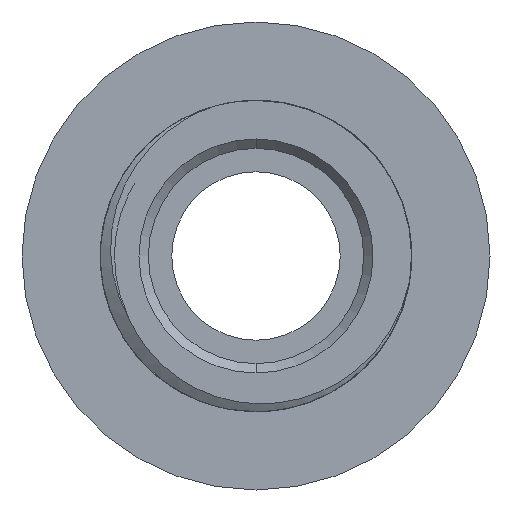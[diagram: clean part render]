
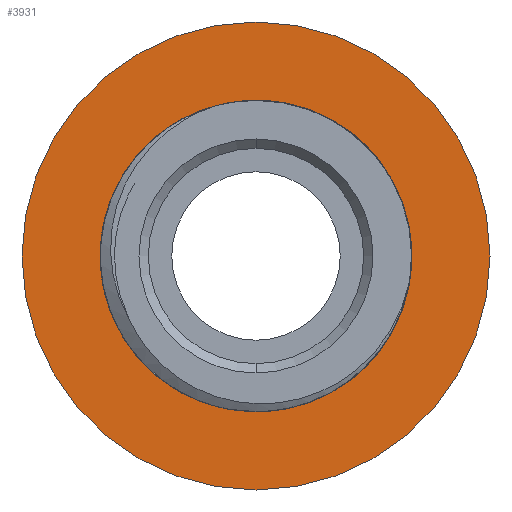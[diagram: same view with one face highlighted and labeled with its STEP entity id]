
A CAD part, front view. The second image highlights one B-rep face of the part: STEP entity #3931.
In plain terms, the highlighted planar face has unit normal (0, -1, 0).
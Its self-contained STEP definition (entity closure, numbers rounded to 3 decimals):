
#107 = EDGE_LOOP ( 'NONE', ( #4436, #3889 ) ) ;
#284 = EDGE_CURVE ( 'NONE', #1917, #2043, #3824, .T. ) ;
#447 = DIRECTION ( 'NONE',  ( 0., 0., -1. ) ) ;
#451 = ORIENTED_EDGE ( 'NONE', *, *, #4381, .F. ) ;
#460 = EDGE_CURVE ( 'NONE', #2092, #4242, #4481, .T. ) ;
#710 = EDGE_CURVE ( 'NONE', #2043, #1917, #844, .T. ) ;
#769 = FACE_OUTER_BOUND ( 'NONE', #107, .T. ) ;
#844 = CIRCLE ( 'NONE', #2269, 25. ) ;
#983 = CARTESIAN_POINT ( 'NONE',  ( 0., -9., 0. ) ) ;
#1005 = DIRECTION ( 'NONE',  ( 0., 0., -1. ) ) ;
#1019 = CARTESIAN_POINT ( 'NONE',  ( 0., -9., -25. ) ) ;
#1098 = DIRECTION ( 'NONE',  ( 0., -1., 0. ) ) ;
#1135 = DIRECTION ( 'NONE',  ( 0., -1., 0. ) ) ;
#1146 = CARTESIAN_POINT ( 'NONE',  ( 0., -9., 0. ) ) ;
#1354 = DIRECTION ( 'NONE',  ( 0., 0., -1. ) ) ;
#1418 = CARTESIAN_POINT ( 'NONE',  ( 0., -9., 0. ) ) ;
#1777 = FACE_BOUND ( 'NONE', #2947, .T. ) ;
#1917 = VERTEX_POINT ( 'NONE', #1019 ) ;
#2043 = VERTEX_POINT ( 'NONE', #3056 ) ;
#2057 = CARTESIAN_POINT ( 'NONE',  ( 0., -9., 0. ) ) ;
#2092 = VERTEX_POINT ( 'NONE', #4615 ) ;
#2211 = DIRECTION ( 'NONE',  ( 0., -1., 0. ) ) ;
#2255 = DIRECTION ( 'NONE',  ( 0., 0., -1. ) ) ;
#2269 = AXIS2_PLACEMENT_3D ( 'NONE', #1146, #1135, #1005 ) ;
#2839 = CIRCLE ( 'NONE', #3786, 16.65 ) ;
#2869 = AXIS2_PLACEMENT_3D ( 'NONE', #1418, #3848, #447 ) ;
#2947 = EDGE_LOOP ( 'NONE', ( #4430, #451 ) ) ;
#3056 = CARTESIAN_POINT ( 'NONE',  ( 0., -9., 25. ) ) ;
#3236 = CARTESIAN_POINT ( 'NONE',  ( 0., -9., -16.65 ) ) ;
#3632 = DIRECTION ( 'NONE',  ( 0., -1., 0. ) ) ;
#3786 = AXIS2_PLACEMENT_3D ( 'NONE', #983, #3632, #1354 ) ;
#3824 = CIRCLE ( 'NONE', #4759, 25. ) ;
#3848 = DIRECTION ( 'NONE',  ( 0., -1., 0. ) ) ;
#3889 = ORIENTED_EDGE ( 'NONE', *, *, #284, .T. ) ;
#3931 = ADVANCED_FACE ( 'NONE', ( #769, #1777 ), #4865, .T. ) ;
#4133 = AXIS2_PLACEMENT_3D ( 'NONE', #4502, #2211, #4878 ) ;
#4242 = VERTEX_POINT ( 'NONE', #3236 ) ;
#4381 = EDGE_CURVE ( 'NONE', #4242, #2092, #2839, .T. ) ;
#4430 = ORIENTED_EDGE ( 'NONE', *, *, #460, .F. ) ;
#4436 = ORIENTED_EDGE ( 'NONE', *, *, #710, .T. ) ;
#4481 = CIRCLE ( 'NONE', #2869, 16.65 ) ;
#4502 = CARTESIAN_POINT ( 'NONE',  ( 0., -9., 0. ) ) ;
#4615 = CARTESIAN_POINT ( 'NONE',  ( 0., -9., 16.65 ) ) ;
#4759 = AXIS2_PLACEMENT_3D ( 'NONE', #2057, #1098, #2255 ) ;
#4865 = PLANE ( 'NONE',  #4133 ) ;
#4878 = DIRECTION ( 'NONE',  ( 0., 0., -1. ) ) ;
